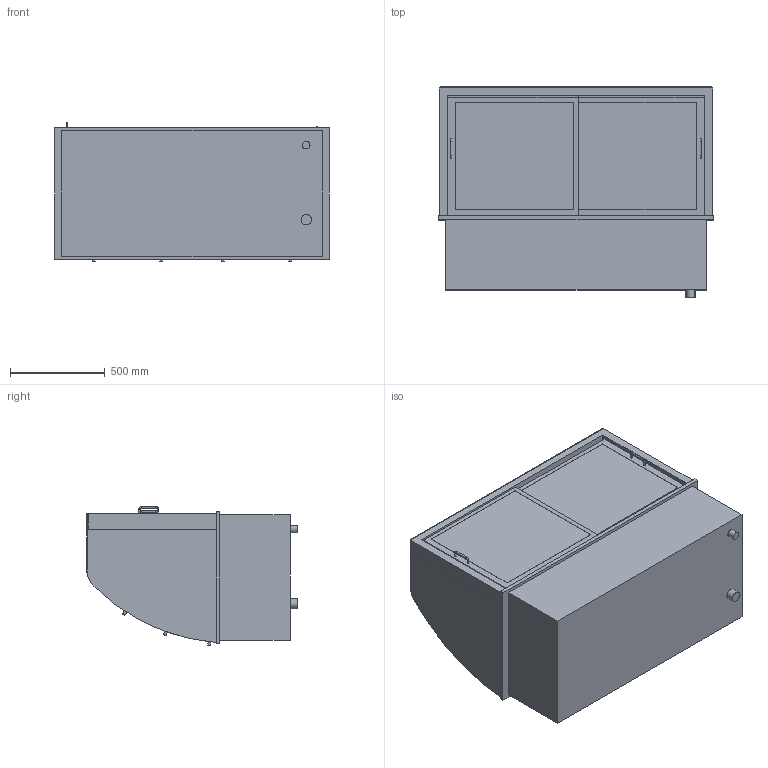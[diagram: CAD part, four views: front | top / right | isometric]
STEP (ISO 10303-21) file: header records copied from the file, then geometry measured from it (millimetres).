
FILE_DESCRIPTION(/* description */ ('Einbaukühlvitrine, Klappen: zentralgekühlt'),/* implementation_level */ '2;1');
FILE_NAME(/* name */ '3D-AKE-00007655.stp',/* time_stamp */ '2024-08-28T11:57:30+02:00',/* author */ ('marina.schachner'),/* organization */ (''),/* preprocessor_version */ 'ST-DEVELOPER v18',/* originating_system */ 'Autodesk Inventor 2020',/* authorisation */ '');
FILE_SCHEMA (('AUTOMOTIVE_DESIGN { 1 0 10303 214 3 1 1 }'));
Length unit declared in the file: millimetre
Products named in the file (1): 3D-AKE-00007655
Bounding box: 1450 x 1114 x 733.15 mm (x, y, z)
Volume: 154208724.5 mm3; surface area: 19713906.7 mm2
Topology: 65 solids, 65 shells, 501 faces, 1132 edges, 764 vertices
Faces by surface type: plane 379, cylinder 106, cone 12, torus 4
Full cylindrical faces by diameter (mm): 8 x6, 15 x12, 40 x1, 55 x1
Entity records: 14000 total; most frequent: DIRECTION 2412, CARTESIAN_POINT 2398, ORIENTED_EDGE 2264, EDGE_CURVE 1132, LINE 856, VECTOR 856, AXIS2_PLACEMENT_3D 778, VERTEX_POINT 764
